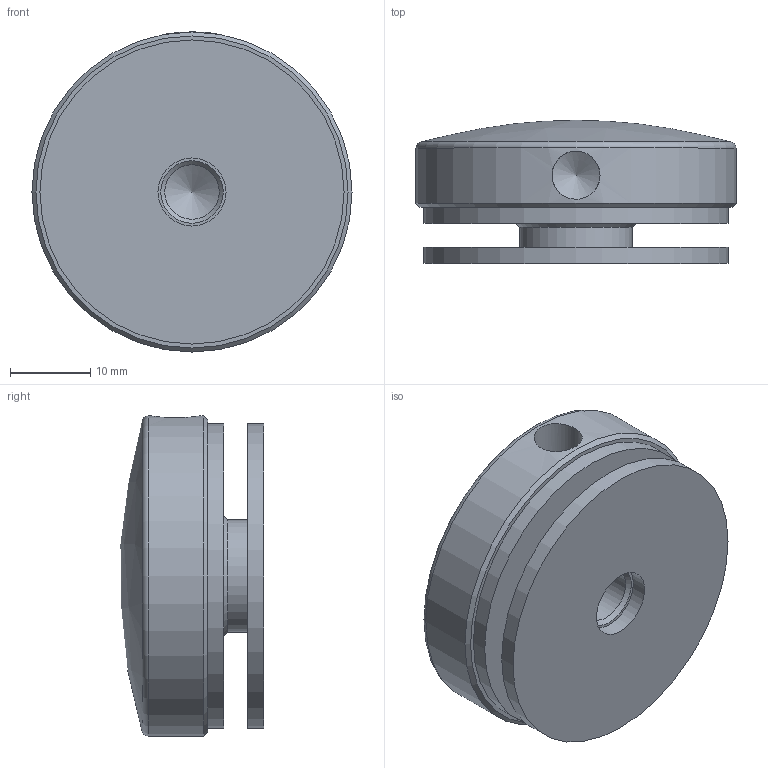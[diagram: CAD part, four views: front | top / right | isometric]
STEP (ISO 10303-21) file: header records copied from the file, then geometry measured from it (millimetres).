
FILE_DESCRIPTION (( 'STEP AP203' ), '1' );
FILE_NAME ('60230-240-OT.STEP', '2022-11-03T08:54:34', ( '' ), ( '' ), 'SwSTEP 2.0', 'SolidWorks 2018', '' );
FILE_SCHEMA (( 'CONFIG_CONTROL_DESIGN' ));
Length unit declared in the file: millimetre
Products named in the file (4): 60230-240-OT Teil2_60230-240-OT Teil2; 60230-240-OT Teil3_60230-240-OT Teil3; 60230-240-OT; 60230-240-OT Teil1_60230-240-OT Teil1
Assembly tree (3 placements, depth 2):
  60230-240-OT
    60230-240-OT Teil1_60230-240-OT Teil1
    60230-240-OT Teil3_60230-240-OT Teil3
    60230-240-OT Teil2_60230-240-OT Teil2
Bounding box: 40 x 17.89 x 40 mm (x, y, z)
Volume: 16190 mm3; surface area: 9022.5 mm2
Topology: 3 solids, 3 shells, 273 faces, 705 edges, 469 vertices
Faces by surface type: plane 137, bspline 118, cylinder 9, cone 7, sphere 1, torus 1
Full cylindrical faces by diameter (mm): 6 x1, 6.8 x1, 8.5 x1, 11 x2, 14 x1, 38 x2, 40 x1
Entity records: 15539 total; most frequent: CARTESIAN_POINT 9357, ORIENTED_EDGE 1362, DIRECTION 789, EDGE_CURVE 681, VERTEX_POINT 462, LINE 421, VECTOR 421, EDGE_LOOP 325
